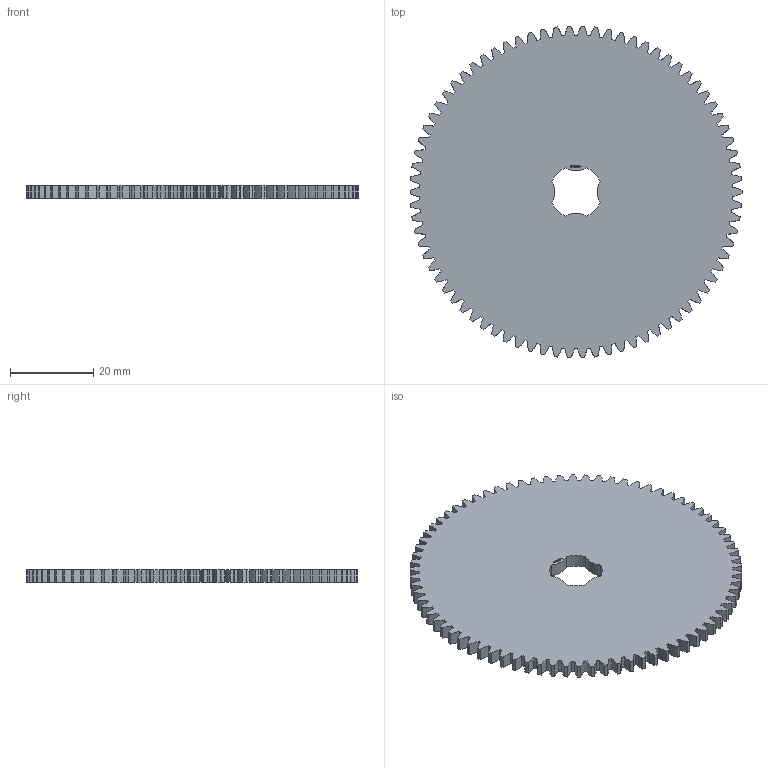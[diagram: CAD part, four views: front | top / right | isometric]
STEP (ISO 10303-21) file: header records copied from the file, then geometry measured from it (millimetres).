
FILE_DESCRIPTION(('FreeCAD Model'),'2;1');
FILE_NAME('Open CASCADE Shape Model','2024-03-10T23:28:26',(''),(''), 'Open CASCADE STEP processor 7.6','FreeCAD','Unknown');
FILE_SCHEMA(('AUTOMOTIVE_DESIGN { 1 0 10303 214 1 1 1 1 }'));
Products named in the file (1): Gear Wheel PLN TTH78 BU00.25 SFT-SHD - SPN-GWH-0289 (stemfie.org)
Bounding box: 80 x 79.96 x 3.12 mm (x, y, z)
Volume: 14534.6 mm3; surface area: 10972.9 mm2
Topology: 1 solids, 1 shells, 812 faces, 2334 edges, 1556 vertices
Faces by surface type: extrusion 490, plane 314, cylinder 8
Entity records: 77119 total; most frequent: CARTESIAN_POINT 28321, DIRECTION 6194, VECTOR 5500, LINE 5010, ORIENTED_EDGE 4668, PCURVE 4668, DEFINITIONAL_REPRESENTATION 4668, B_SPLINE_CURVE_WITH_KNOTS 2450
